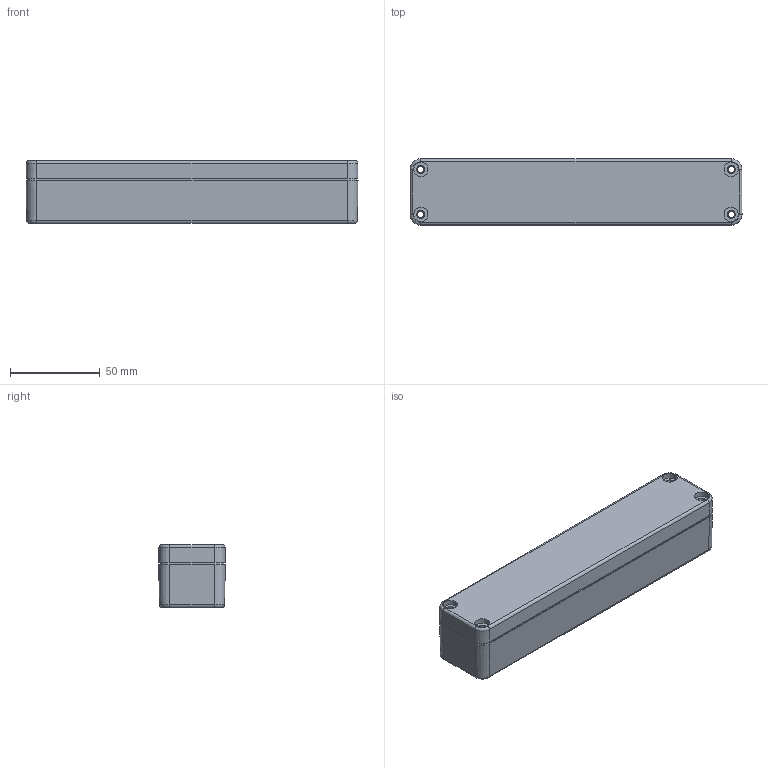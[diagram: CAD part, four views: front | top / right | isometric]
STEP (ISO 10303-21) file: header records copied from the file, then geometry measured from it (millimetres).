
FILE_DESCRIPTION (( 'STEP AP214' ), '1' );
FILE_NAME ('G202..STEP', '2009-09-01T09:01:13', ( 'NEF User' ), ( 'NEF User' ), 'SwSTEP 2.0', 'SolidWorks 2009', '' );
FILE_SCHEMA (( 'AUTOMOTIVE_DESIGN' ));
Length unit declared in the file: millimetre
Products named in the file (1): G202.
Bounding box: 184.5 x 37 x 35 mm (x, y, z)
Volume: 83120.5 mm3; surface area: 61105.3 mm2
Topology: 2 solids, 2 shells, 316 faces, 782 edges, 508 vertices
Faces by surface type: cylinder 113, plane 110, cone 85, torus 8
Entity records: 9673 total; most frequent: DIRECTION 1796, CARTESIAN_POINT 1731, ORIENTED_EDGE 1564, EDGE_CURVE 782, AXIS2_PLACEMENT_3D 709, VERTEX_POINT 508, CIRCLE 392, VECTOR 378
